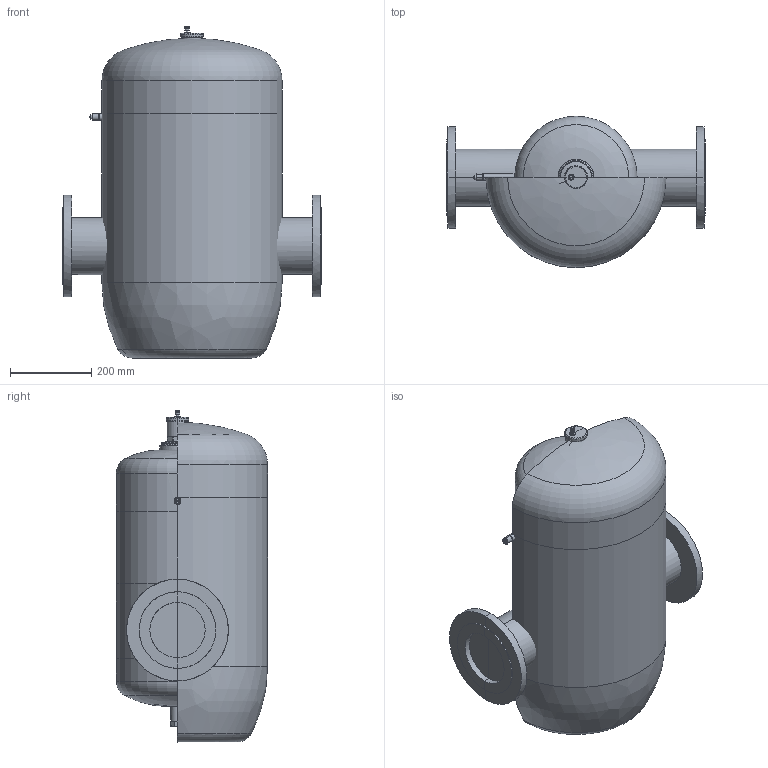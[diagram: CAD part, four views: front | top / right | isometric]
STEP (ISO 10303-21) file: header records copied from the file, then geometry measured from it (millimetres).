
FILE_DESCRIPTION(('CATIA V5 STEP Exchange'),'2;1');
FILE_NAME('STEP_551122_-_TST.stp','2019-10-22T13:38:56+00:00',('none'),('none'),'CATIA Version 5-6 Release 2016 SP4','CATIA V5 STEP AP203','none');
FILE_SCHEMA(('CONFIG_CONTROL_DESIGN'));
Length unit declared in the file: millimetre
Products named in the file (1): 551122 - TST
Bounding box: 635 x 371.3 x 815.5 mm (x, y, z)
Volume: 104918006.6 mm3; surface area: 1986461.2 mm2
Topology: 7 solids, 7 shells, 184 faces, 505 edges, 334 vertices
Faces by surface type: plane 76, cylinder 66, cone 18, torus 18, bspline 6
Entity records: 7335 total; most frequent: CARTESIAN_POINT 3033, ORIENTED_EDGE 1008, DIRECTION 677, EDGE_CURVE 504, VERTEX_POINT 334, AXIS2_PLACEMENT_3D 322, B_SPLINE_CURVE_WITH_KNOTS 188, EDGE_LOOP 188
